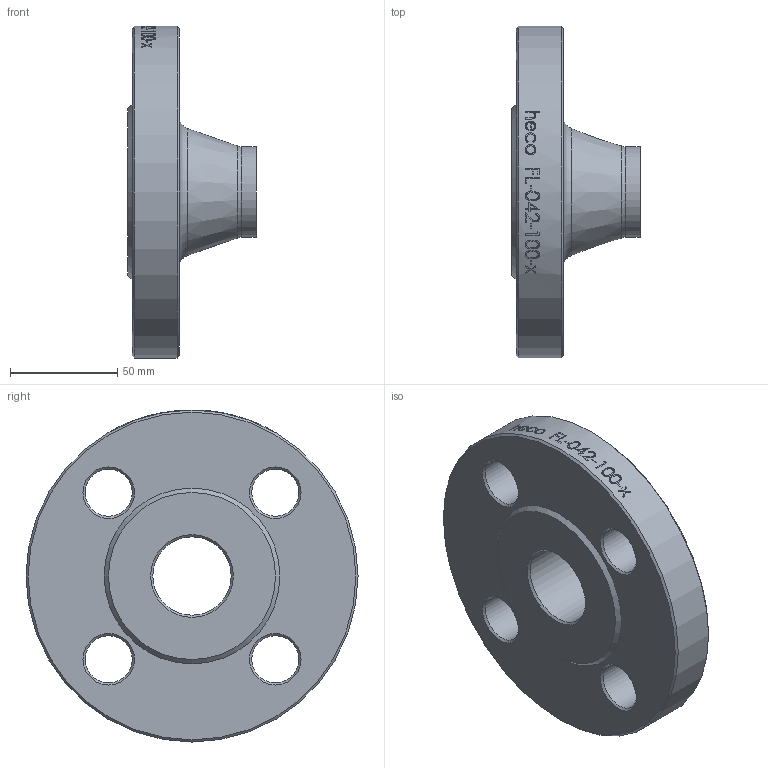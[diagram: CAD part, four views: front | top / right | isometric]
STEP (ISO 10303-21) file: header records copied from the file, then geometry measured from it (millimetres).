
FILE_DESCRIPTION (( 'STEP AP214' ), '1' );
FILE_NAME ('FL-042-100-x Vorschweissflansch EN1092 2103.STEP', '2021-03-01T14:12:23', ( '' ), ( '' ), 'SwSTEP 2.0', 'SolidWorks 2019', '' );
FILE_SCHEMA (( 'AUTOMOTIVE_DESIGN' ));
Length unit declared in the file: millimetre
Products named in the file (1): FL-042-100-x Vorschweissflansch EN1092 2103
Bounding box: 60 x 155 x 155 mm (x, y, z)
Volume: 399652.2 mm3; surface area: 59629.6 mm2
Topology: 1 solids, 1 shells, 48 faces, 207 edges, 184 vertices
Faces by surface type: cylinder 29, cone 13, plane 4, torus 2
Full cylindrical faces by diameter (mm): 22 x4, 36.6 x1, 42.4 x1, 155 x1
Entity records: 5135 total; most frequent: CARTESIAN_POINT 3341, ORIENTED_EDGE 352, DIRECTION 255, EDGE_CURVE 176, VERTEX_POINT 176, AXIS2_PLACEMENT_3D 114, EDGE_LOOP 104, B_SPLINE_CURVE_WITH_KNOTS 84
